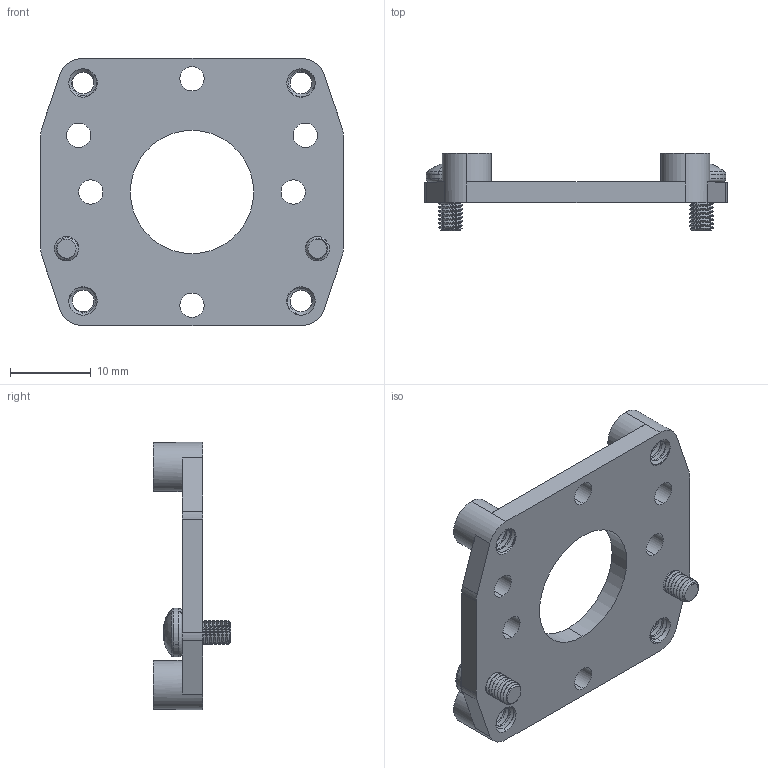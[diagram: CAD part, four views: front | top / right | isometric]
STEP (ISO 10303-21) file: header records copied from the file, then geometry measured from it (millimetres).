
FILE_DESCRIPTION (( 'STEP AP203' ), '1' );
FILE_NAME ('555128 assembly.STEP', '2017-07-03T14:31:25', ( '' ), ( '' ), 'SwSTEP 2.0', 'SolidWorks 2016', '' );
FILE_SCHEMA (( 'CONFIG_CONTROL_DESIGN' ));
Length unit declared in the file: inch
Products named in the file (3): 555128; 555128 assembly; 555128 screw_92005A116
Assembly tree (3 placements, depth 2):
  555128 assembly
    555128
    555128 screw_92005A116  x2
Bounding box: 37.36 x 9.56 x 33.02 mm (x, y, z)
Volume: 2768.8 mm3; surface area: 3439.3 mm2
Topology: 3 solids, 3 shells, 404 faces, 1158 edges, 762 vertices
Faces by surface type: cylinder 284, plane 52, cone 42, bspline 14, torus 8, sphere 4
Entity records: 16406 total; most frequent: CARTESIAN_POINT 9173, ORIENTED_EDGE 1744, DIRECTION 1208, EDGE_CURVE 872, VERTEX_POINT 573, AXIS2_PLACEMENT_3D 460, EDGE_LOOP 331, FACE_OUTER_BOUND 304
